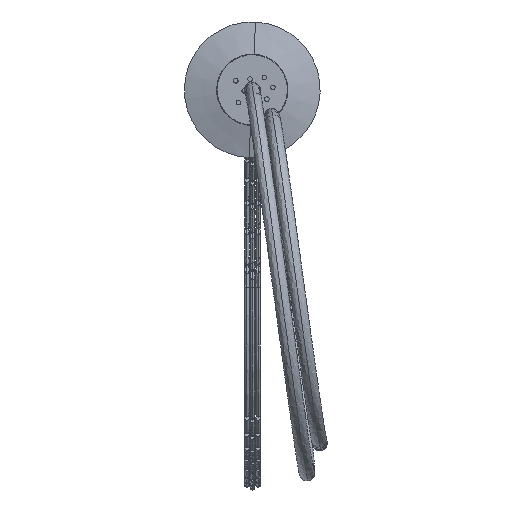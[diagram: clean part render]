
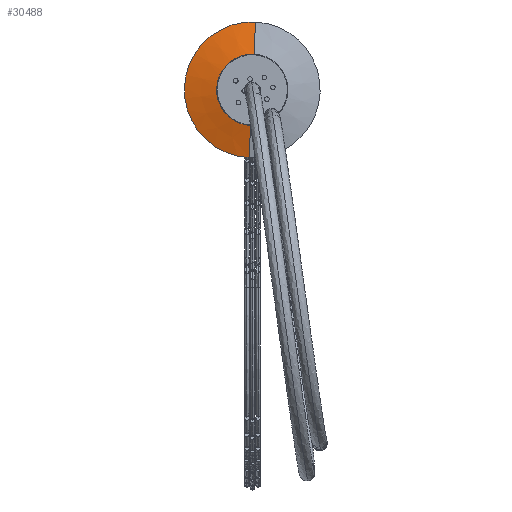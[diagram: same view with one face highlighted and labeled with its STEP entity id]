
A CAD part, left-side view. The second image highlights one B-rep face of the part: STEP entity #30488.
In plain terms, the highlighted conical face has half-angle 75 degrees and reference radius 7.874 mm.
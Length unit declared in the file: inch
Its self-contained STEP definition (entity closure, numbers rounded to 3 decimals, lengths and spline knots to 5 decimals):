
#7027 = EDGE_CURVE ( 'NONE', #29158, #29159, #35556, .T. ) ;
#7028 = EDGE_CURVE ( 'NONE', #29157, #29156, #35557, .T. ) ;
#7989 = EDGE_CURVE ( 'NONE', #29157, #29158, #39654, .T. ) ;
#7994 = EDGE_CURVE ( 'NONE', #29156, #29159, #39655, .T. ) ;
#12616 = AXIS2_PLACEMENT_3D ( 'NONE', #16131, #16129, #16122 ) ;
#12923 = CARTESIAN_POINT ( 'NONE',  ( -0.12727, -0.01241, 0.34644 ) ) ;
#12924 = CARTESIAN_POINT ( 'NONE',  ( -0.12727, 0.01686, -0.27287 ) ) ;
#12925 = CARTESIAN_POINT ( 'NONE',  ( -0.05224, 0.03008, -0.55256 ) ) ;
#12926 = CARTESIAN_POINT ( 'NONE',  ( -0.05224, -0.02563, 0.62612 ) ) ;
#14310 = FACE_OUTER_BOUND ( 'NONE', #27812, .T. ) ;
#14316 = CONICAL_SURFACE ( 'NONE', #12616, 0.31, 1.309 ) ;
#16122 = DIRECTION ( 'NONE',  ( 0., -0.047, 0.999 ) ) ;
#16129 = DIRECTION ( 'NONE',  ( 1., 0., 0. ) ) ;
#16131 = CARTESIAN_POINT ( 'NONE',  ( -0.12727, 0.00223, 0.03678 ) ) ;
#27641 = ORIENTED_EDGE ( 'NONE', *, *, #7989, .F. ) ;
#27642 = ORIENTED_EDGE ( 'NONE', *, *, #7028, .T. ) ;
#27643 = ORIENTED_EDGE ( 'NONE', *, *, #7994, .T. ) ;
#27644 = ORIENTED_EDGE ( 'NONE', *, *, #7027, .F. ) ;
#27812 = EDGE_LOOP ( 'NONE', ( #27641, #27642, #27643, #27644 ) ) ;
#29156 = VERTEX_POINT ( 'NONE', #12923 ) ;
#29157 = VERTEX_POINT ( 'NONE', #12924 ) ;
#29158 = VERTEX_POINT ( 'NONE', #12925 ) ;
#29159 = VERTEX_POINT ( 'NONE', #12926 ) ;
#30488 = ADVANCED_FACE ( 'NONE', ( #14310 ), #14316, .T. ) ;
#35556 = CIRCLE ( 'NONE', #35966, 0.59 ) ;
#35557 = CIRCLE ( 'NONE', #35967, 0.31 ) ;
#35966 = AXIS2_PLACEMENT_3D ( 'NONE', #38582, #38583, #38584 ) ;
#35967 = AXIS2_PLACEMENT_3D ( 'NONE', #38587, #38588, #38589 ) ;
#38582 = CARTESIAN_POINT ( 'NONE',  ( -0.05224, 0.00223, 0.03678 ) ) ;
#38583 = DIRECTION ( 'NONE',  ( 1., 0., 0. ) ) ;
#38584 = DIRECTION ( 'NONE',  ( 0., -0.047, 0.999 ) ) ;
#38587 = CARTESIAN_POINT ( 'NONE',  ( -0.12727, 0.00223, 0.03678 ) ) ;
#38588 = DIRECTION ( 'NONE',  ( 1., 0., 0. ) ) ;
#38589 = DIRECTION ( 'NONE',  ( 0., -0.047, 0.999 ) ) ;
#39654 = LINE ( 'NONE', #41797, #39658 ) ;
#39655 = LINE ( 'NONE', #41806, #39661 ) ;
#39658 = VECTOR ( 'NONE', #41803, 39.37008 ) ;
#39661 = VECTOR ( 'NONE', #41802, 39.37008 ) ;
#41797 = CARTESIAN_POINT ( 'NONE',  ( -0.12727, 0.01686, -0.27287 ) ) ;
#41802 = DIRECTION ( 'NONE',  ( 0.259, -0.046, 0.965 ) ) ;
#41803 = DIRECTION ( 'NONE',  ( 0.259, 0.046, -0.965 ) ) ;
#41806 = CARTESIAN_POINT ( 'NONE',  ( -0.12727, -0.01241, 0.34644 ) ) ;
